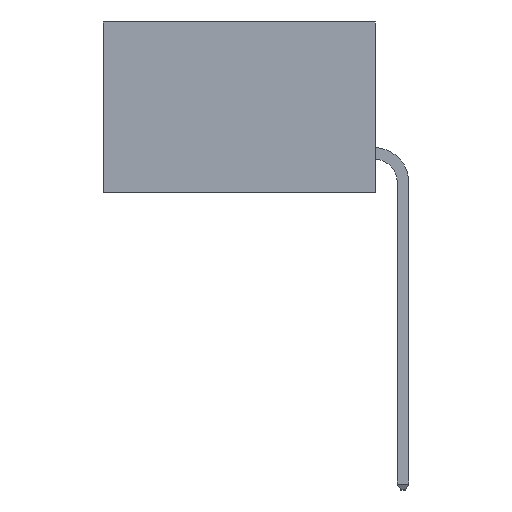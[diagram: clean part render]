
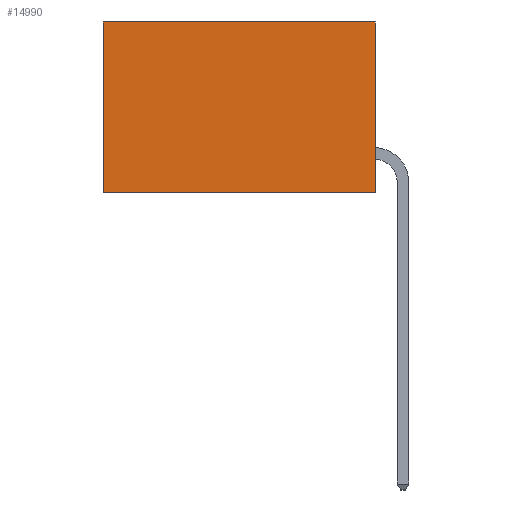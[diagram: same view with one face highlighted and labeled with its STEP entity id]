
A CAD part, left-side view. The second image highlights one B-rep face of the part: STEP entity #14990.
In plain terms, the highlighted planar face has unit normal (-1, 0, 0).
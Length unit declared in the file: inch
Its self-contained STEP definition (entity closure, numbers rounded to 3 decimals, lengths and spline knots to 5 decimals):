
#207 = EDGE_CURVE ( 'NONE', #14207, #10945, #10308, .T. ) ;
#442 = EDGE_CURVE ( 'NONE', #12161, #10945, #9231, .T. ) ;
#514 = DIRECTION ( 'NONE',  ( 0., 0., -1. ) ) ;
#607 = FACE_OUTER_BOUND ( 'NONE', #3818, .T. ) ;
#3022 = ORIENTED_EDGE ( 'NONE', *, *, #14364, .F. ) ;
#3727 = CARTESIAN_POINT ( 'NONE',  ( 0.277, 0., 0. ) ) ;
#3818 = EDGE_LOOP ( 'NONE', ( #13130, #13553, #3022, #17461 ) ) ;
#4095 = VECTOR ( 'NONE', #514, 39.37008 ) ;
#4611 = CARTESIAN_POINT ( 'NONE',  ( 0.277, 0.59, -0.37 ) ) ;
#5909 = CARTESIAN_POINT ( 'NONE',  ( 0.277, 0., -0.37 ) ) ;
#6496 = VERTEX_POINT ( 'NONE', #9922 ) ;
#7312 = AXIS2_PLACEMENT_3D ( 'NONE', #5909, #14098, #10066 ) ;
#8144 = CARTESIAN_POINT ( 'NONE',  ( 0.277, 0.59, 0. ) ) ;
#8632 = LINE ( 'NONE', #8803, #4095 ) ;
#8803 = CARTESIAN_POINT ( 'NONE',  ( 0.277, 0., -0.37 ) ) ;
#9231 = LINE ( 'NONE', #10001, #9672 ) ;
#9355 = LINE ( 'NONE', #3727, #15698 ) ;
#9672 = VECTOR ( 'NONE', #9984, 39.37008 ) ;
#9922 = CARTESIAN_POINT ( 'NONE',  ( 0.277, 0., 0. ) ) ;
#9984 = DIRECTION ( 'NONE',  ( 0., 0., -1. ) ) ;
#10001 = CARTESIAN_POINT ( 'NONE',  ( 0.277, 0.59, -0.37 ) ) ;
#10043 = PLANE ( 'NONE',  #7312 ) ;
#10066 = DIRECTION ( 'NONE',  ( 0., 0., -1. ) ) ;
#10308 = LINE ( 'NONE', #16106, #16576 ) ;
#10945 = VERTEX_POINT ( 'NONE', #4611 ) ;
#11186 = CARTESIAN_POINT ( 'NONE',  ( 0.277, 0., -0.37 ) ) ;
#11956 = DIRECTION ( 'NONE',  ( 0., 1., 0. ) ) ;
#12026 = EDGE_CURVE ( 'NONE', #6496, #12161, #9355, .T. ) ;
#12161 = VERTEX_POINT ( 'NONE', #8144 ) ;
#13130 = ORIENTED_EDGE ( 'NONE', *, *, #442, .T. ) ;
#13553 = ORIENTED_EDGE ( 'NONE', *, *, #207, .F. ) ;
#14098 = DIRECTION ( 'NONE',  ( 1., 0., 0. ) ) ;
#14207 = VERTEX_POINT ( 'NONE', #11186 ) ;
#14364 = EDGE_CURVE ( 'NONE', #6496, #14207, #8632, .T. ) ;
#14990 = ADVANCED_FACE ( 'NONE', ( #607 ), #10043, .F. ) ;
#15698 = VECTOR ( 'NONE', #11956, 39.37008 ) ;
#16106 = CARTESIAN_POINT ( 'NONE',  ( 0.277, 0., -0.37 ) ) ;
#16207 = DIRECTION ( 'NONE',  ( 0., 1., 0. ) ) ;
#16576 = VECTOR ( 'NONE', #16207, 39.37008 ) ;
#17461 = ORIENTED_EDGE ( 'NONE', *, *, #12026, .T. ) ;
